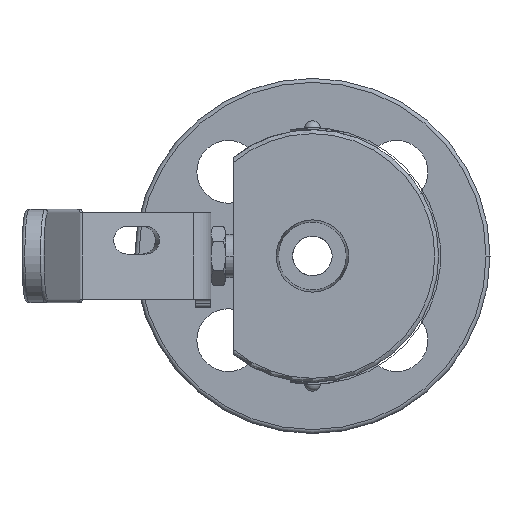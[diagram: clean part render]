
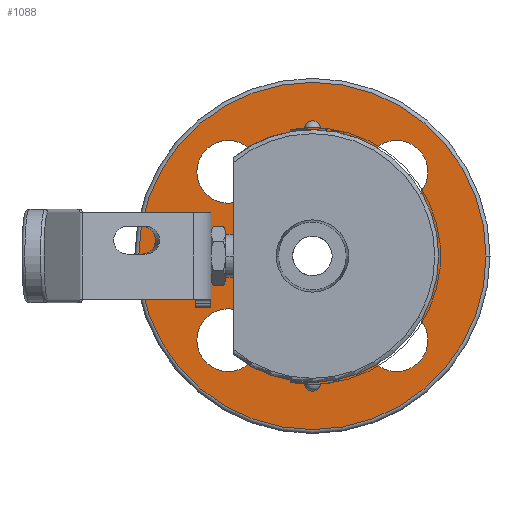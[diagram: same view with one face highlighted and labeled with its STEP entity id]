
A CAD part, left-side view. The second image highlights one B-rep face of the part: STEP entity #1088.
In plain terms, the highlighted planar face has unit normal (-1, 0, 0).
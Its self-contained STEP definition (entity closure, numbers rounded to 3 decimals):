
#327=CARTESIAN_POINT('',(-12.7,21.319,-21.319));
#328=DIRECTION('',(-1.,0.,0.));
#329=DIRECTION('',(0.,1.,0.));
#330=AXIS2_PLACEMENT_3D('',#327,#328,#329);
#332=CARTESIAN_POINT('',(-12.7,21.319,-21.319));
#333=DIRECTION('',(-1.,0.,0.));
#334=DIRECTION('',(0.,-1.,0.));
#335=AXIS2_PLACEMENT_3D('',#332,#333,#334);
#337=CARTESIAN_POINT('',(-12.7,-21.319,-21.319));
#338=DIRECTION('',(-1.,0.,0.));
#339=DIRECTION('',(0.,0.,-1.));
#340=AXIS2_PLACEMENT_3D('',#337,#338,#339);
#342=CARTESIAN_POINT('',(-12.7,-21.319,-21.319));
#343=DIRECTION('',(-1.,0.,0.));
#344=DIRECTION('',(0.,0.,1.));
#345=AXIS2_PLACEMENT_3D('',#342,#343,#344);
#347=CARTESIAN_POINT('',(-12.7,-21.319,21.319));
#348=DIRECTION('',(-1.,0.,0.));
#349=DIRECTION('',(0.,-1.,0.));
#350=AXIS2_PLACEMENT_3D('',#347,#348,#349);
#352=CARTESIAN_POINT('',(-12.7,-21.319,21.319));
#353=DIRECTION('',(-1.,0.,0.));
#354=DIRECTION('',(0.,1.,0.));
#355=AXIS2_PLACEMENT_3D('',#352,#353,#354);
#357=CARTESIAN_POINT('',(-12.7,0.,0.));
#358=DIRECTION('',(-1.,0.,0.));
#359=DIRECTION('',(0.,1.,0.));
#360=AXIS2_PLACEMENT_3D('',#357,#358,#359);
#362=CARTESIAN_POINT('',(-12.7,0.,0.));
#363=DIRECTION('',(-1.,0.,0.));
#364=DIRECTION('',(0.,-1.,0.));
#365=AXIS2_PLACEMENT_3D('',#362,#363,#364);
#367=CARTESIAN_POINT('',(-12.7,21.319,21.319));
#368=DIRECTION('',(-1.,0.,0.));
#369=DIRECTION('',(0.,0.,1.));
#370=AXIS2_PLACEMENT_3D('',#367,#368,#369);
#372=CARTESIAN_POINT('',(-12.7,21.319,21.319));
#373=DIRECTION('',(-1.,0.,0.));
#374=DIRECTION('',(0.,0.,-1.));
#375=AXIS2_PLACEMENT_3D('',#372,#373,#374);
#377=CARTESIAN_POINT('',(-12.7,0.,0.));
#378=DIRECTION('',(1.,0.,0.));
#379=DIRECTION('',(0.,-1.,0.));
#380=AXIS2_PLACEMENT_3D('',#377,#378,#379);
#382=CARTESIAN_POINT('',(-12.7,0.,0.));
#383=DIRECTION('',(1.,0.,0.));
#384=DIRECTION('',(0.,1.,0.));
#385=AXIS2_PLACEMENT_3D('',#382,#383,#384);
#597=CARTESIAN_POINT('',(-12.7,-29.269,21.319));
#598=CARTESIAN_POINT('',(-12.7,-13.369,21.319));
#599=VERTEX_POINT('',#597);
#600=VERTEX_POINT('',#598);
#601=CARTESIAN_POINT('',(-12.7,21.319,29.269));
#602=CARTESIAN_POINT('',(-12.7,21.319,13.369));
#603=VERTEX_POINT('',#601);
#604=VERTEX_POINT('',#602);
#605=CARTESIAN_POINT('',(-12.7,29.269,-21.319));
#606=CARTESIAN_POINT('',(-12.7,13.369,-21.319));
#607=VERTEX_POINT('',#605);
#608=VERTEX_POINT('',#606);
#609=CARTESIAN_POINT('',(-12.7,-21.319,-29.269));
#610=CARTESIAN_POINT('',(-12.7,-21.319,-13.369));
#611=VERTEX_POINT('',#609);
#612=VERTEX_POINT('',#610);
#617=CARTESIAN_POINT('',(-12.7,-17.3,0.));
#618=CARTESIAN_POINT('',(-12.7,17.3,0.));
#619=VERTEX_POINT('',#617);
#620=VERTEX_POINT('',#618);
#637=CARTESIAN_POINT('',(-12.7,44.,0.));
#638=CARTESIAN_POINT('',(-12.7,-44.,0.));
#639=VERTEX_POINT('',#637);
#640=VERTEX_POINT('',#638);
#1049=CARTESIAN_POINT('',(-12.7,0.,0.));
#1050=DIRECTION('',(-1.,0.,0.));
#1051=DIRECTION('',(0.,1.,0.));
#1052=AXIS2_PLACEMENT_3D('',#1049,#1050,#1051);
#1053=PLANE('',#1052);
#1055=ORIENTED_EDGE('',*,*,#1054,.F.);
#1057=ORIENTED_EDGE('',*,*,#1056,.F.);
#1058=EDGE_LOOP('',(#1055,#1057));
#1059=FACE_OUTER_BOUND('',#1058,.F.);
#1061=ORIENTED_EDGE('',*,*,#1060,.T.);
#1063=ORIENTED_EDGE('',*,*,#1062,.T.);
#1064=EDGE_LOOP('',(#1061,#1063));
#1065=FACE_BOUND('',#1064,.F.);
#1067=ORIENTED_EDGE('',*,*,#1066,.T.);
#1069=ORIENTED_EDGE('',*,*,#1068,.T.);
#1070=EDGE_LOOP('',(#1067,#1069));
#1071=FACE_BOUND('',#1070,.F.);
#1073=ORIENTED_EDGE('',*,*,#1072,.T.);
#1075=ORIENTED_EDGE('',*,*,#1074,.T.);
#1076=EDGE_LOOP('',(#1073,#1075));
#1077=FACE_BOUND('',#1076,.F.);
#1079=ORIENTED_EDGE('',*,*,#1078,.T.);
#1081=ORIENTED_EDGE('',*,*,#1080,.T.);
#1082=EDGE_LOOP('',(#1079,#1081));
#1083=FACE_BOUND('',#1082,.F.);
#1084=ORIENTED_EDGE('',*,*,#1031,.F.);
#1085=ORIENTED_EDGE('',*,*,#1016,.F.);
#1086=EDGE_LOOP('',(#1084,#1085));
#1087=FACE_BOUND('',#1086,.F.);
#1088=ADVANCED_FACE('',(#1059,#1065,#1071,#1077,#1083,#1087),#1053,.T.);
#331=CIRCLE('',#330,7.95);
#336=CIRCLE('',#335,7.95);
#341=CIRCLE('',#340,7.95);
#346=CIRCLE('',#345,7.95);
#351=CIRCLE('',#350,7.95);
#356=CIRCLE('',#355,7.95);
#361=CIRCLE('',#360,44.);
#366=CIRCLE('',#365,44.);
#371=CIRCLE('',#370,7.95);
#376=CIRCLE('',#375,7.95);
#381=CIRCLE('',#380,17.3);
#386=CIRCLE('',#385,17.3);
#1016=EDGE_CURVE('',#620,#619,#386,.T.);
#1031=EDGE_CURVE('',#619,#620,#381,.T.);
#1054=EDGE_CURVE('',#639,#640,#361,.T.);
#1056=EDGE_CURVE('',#640,#639,#366,.T.);
#1060=EDGE_CURVE('',#611,#612,#341,.T.);
#1062=EDGE_CURVE('',#612,#611,#346,.T.);
#1066=EDGE_CURVE('',#599,#600,#351,.T.);
#1068=EDGE_CURVE('',#600,#599,#356,.T.);
#1072=EDGE_CURVE('',#607,#608,#331,.T.);
#1074=EDGE_CURVE('',#608,#607,#336,.T.);
#1078=EDGE_CURVE('',#603,#604,#371,.T.);
#1080=EDGE_CURVE('',#604,#603,#376,.T.);
